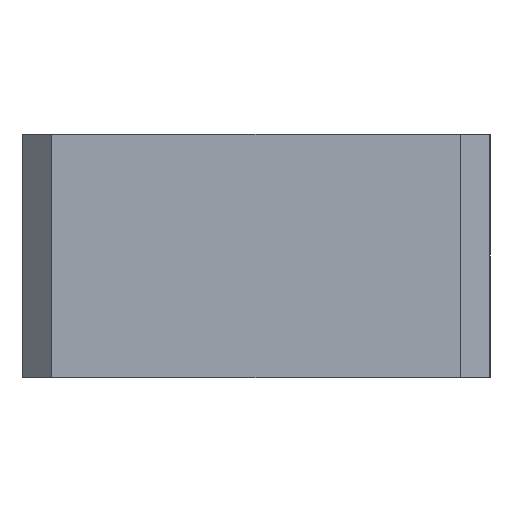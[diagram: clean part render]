
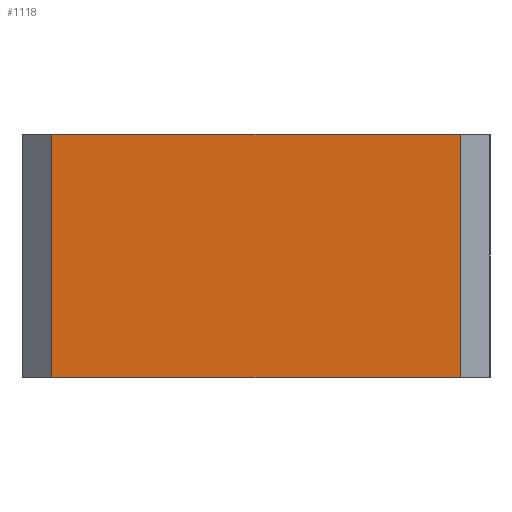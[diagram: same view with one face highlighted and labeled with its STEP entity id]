
A CAD part, left-side view. The second image highlights one B-rep face of the part: STEP entity #1118.
In plain terms, the highlighted planar face has unit normal (-1, 0, 0).
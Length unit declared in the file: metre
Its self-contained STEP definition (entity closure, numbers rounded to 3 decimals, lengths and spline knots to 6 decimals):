
#1118=ADVANCED_FACE('',(#2131),#2132,.T.);
#1213=EDGE_CURVE('',#2273,#2274,#2275,.F.);
#1229=EDGE_CURVE('',#2291,#2273,#2297,.F.);
#1247=EDGE_CURVE('',#2323,#2291,#2324,.F.);
#1253=EDGE_CURVE('',#2274,#2323,#2331,.F.);
#2131=FACE_OUTER_BOUND('',#4544,.T.);
#2132=PLANE('',#4545);
#2273=VERTEX_POINT('',#5209);
#2274=VERTEX_POINT('',#5210);
#2275=B_SPLINE_CURVE_WITH_KNOTS('',1,(#5211,#5212),.UNSPECIFIED.,.F.,.F.,(2,2),(0.0,1.0),.UNSPECIFIED.);
#2291=VERTEX_POINT('',#5239);
#2297=B_SPLINE_CURVE_WITH_KNOTS('',1,(#5249,#5250),.UNSPECIFIED.,.F.,.F.,(2,2),(0.0,1.0),.UNSPECIFIED.);
#2323=VERTEX_POINT('',#5356);
#2324=B_SPLINE_CURVE_WITH_KNOTS('',1,(#5357,#5358),.UNSPECIFIED.,.F.,.F.,(2,2),(0.0,1.0),.UNSPECIFIED.);
#2331=B_SPLINE_CURVE_WITH_KNOTS('',1,(#5370,#5371),.UNSPECIFIED.,.F.,.F.,(2,2),(0.0,1.0),.UNSPECIFIED.);
#4544=EDGE_LOOP('',(#6406,#6407,#6408,#6409));
#4545=AXIS2_PLACEMENT_3D('',#6410,#6411,#6412);
#5209=CARTESIAN_POINT('',(-0.054,-0.0545,0.0325));
#5210=CARTESIAN_POINT('',(-0.054,0.0545,0.0325));
#5211=CARTESIAN_POINT('',(-0.054,0.0545,0.0325));
#5212=CARTESIAN_POINT('',(-0.054,-0.0545,0.0325));
#5239=CARTESIAN_POINT('',(-0.054,-0.0545,-0.0325));
#5249=CARTESIAN_POINT('',(-0.054,-0.0545,0.0325));
#5250=CARTESIAN_POINT('',(-0.054,-0.0545,-0.0325));
#5356=CARTESIAN_POINT('',(-0.054,0.0545,-0.0325));
#5357=CARTESIAN_POINT('',(-0.054,-0.0545,-0.0325));
#5358=CARTESIAN_POINT('',(-0.054,0.0545,-0.0325));
#5370=CARTESIAN_POINT('',(-0.054,0.0545,-0.0325));
#5371=CARTESIAN_POINT('',(-0.054,0.0545,0.0325));
#6406=ORIENTED_EDGE('',*,*,#1247,.T.);
#6407=ORIENTED_EDGE('',*,*,#1229,.T.);
#6408=ORIENTED_EDGE('',*,*,#1213,.T.);
#6409=ORIENTED_EDGE('',*,*,#1253,.T.);
#6410=CARTESIAN_POINT('',(-0.054,0.0,0.0));
#6411=DIRECTION('',(-1.0,0.0,0.0));
#6412=DIRECTION('',(0.0,-0.0,1.0));
